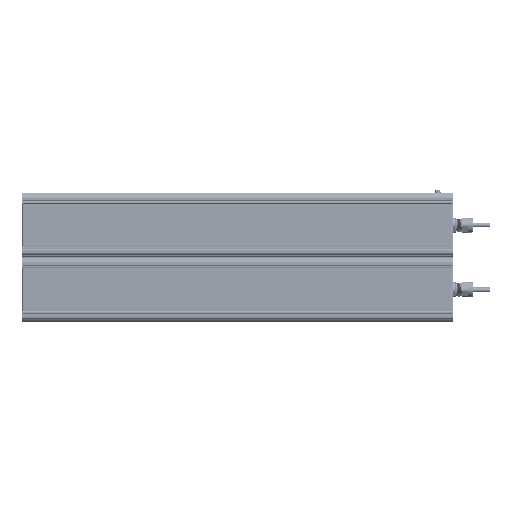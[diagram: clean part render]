
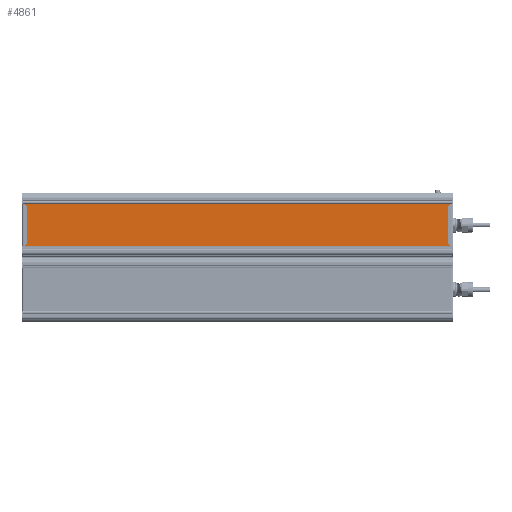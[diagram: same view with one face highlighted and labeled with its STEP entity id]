
A CAD part, front view. The second image highlights one B-rep face of the part: STEP entity #4861.
In plain terms, the highlighted face is planar.
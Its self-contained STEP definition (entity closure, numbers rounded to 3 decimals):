
#4861=ADVANCED_FACE('',(#13927),#13929,.T.);
#13927=FACE_BOUND('',#13928,.T.);
#13928=EDGE_LOOP('',(#56226,#56227,#56228,#56229));
#13929=PLANE('',#13930);
#13930=AXIS2_PLACEMENT_3D('',#13931,#13932,#13933);
#13931=CARTESIAN_POINT('',(120.465,593.492,117.308));
#13932=DIRECTION('',(0.,0.,-1.));
#13933=DIRECTION('',(0.,1.,0.));
#56226=ORIENTED_EDGE('',*,*,#62253,.T.);
#56227=ORIENTED_EDGE('',*,*,#62252,.T.);
#56228=ORIENTED_EDGE('',*,*,#62254,.F.);
#56229=ORIENTED_EDGE('',*,*,#62255,.F.);
#62252=EDGE_CURVE('',#66332,#66337,#66339,.T.);
#62253=EDGE_CURVE('',#66340,#66332,#66341,.T.);
#62254=EDGE_CURVE('',#66342,#66337,#66343,.T.);
#62255=EDGE_CURVE('',#66340,#66342,#66344,.T.);
#66332=VERTEX_POINT('',#77965);
#66337=VERTEX_POINT('',#77974);
#66339=LINE('',#77978,#77979);
#66340=VERTEX_POINT('',#77981);
#66341=LINE('',#77982,#77983);
#66342=VERTEX_POINT('',#77985);
#66343=LINE('',#77986,#77987);
#66344=LINE('',#77989,#77990);
#77965=CARTESIAN_POINT('',(120.465,679.838,117.308));
#77974=CARTESIAN_POINT('',(866.465,679.838,117.308));
#77978=CARTESIAN_POINT('',(120.465,679.838,117.308));
#77979=VECTOR('',#77980,1.);
#77980=DIRECTION('',(1.,0.,0.));
#77981=CARTESIAN_POINT('',(120.465,593.492,117.308));
#77982=CARTESIAN_POINT('',(120.465,593.492,117.308));
#77983=VECTOR('',#77984,1.);
#77984=DIRECTION('',(0.,1.,0.));
#77985=CARTESIAN_POINT('',(866.465,593.492,117.308));
#77986=CARTESIAN_POINT('',(866.465,593.492,117.308));
#77987=VECTOR('',#77988,1.);
#77988=DIRECTION('',(0.,1.,0.));
#77989=CARTESIAN_POINT('',(120.465,593.492,117.308));
#77990=VECTOR('',#77991,1.);
#77991=DIRECTION('',(1.,0.,0.));
